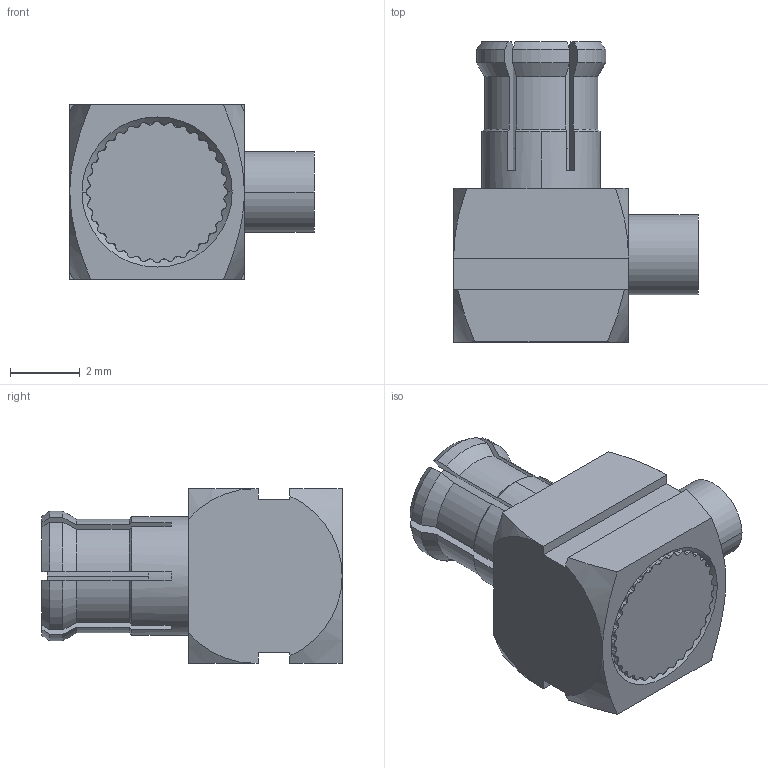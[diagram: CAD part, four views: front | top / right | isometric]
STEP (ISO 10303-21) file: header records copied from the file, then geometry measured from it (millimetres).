
FILE_DESCRIPTION((''),'2;1');
FILE_NAME('MCX1182A1-3GT30G-047-_SW0001','2018-06-22T',('Lokesh'),(''),'CREO PARAMETRIC BY PTC INC, 2017020','CREO PARAMETRIC BY PTC INC, 2017020','');
FILE_SCHEMA(('CONFIG_CONTROL_DESIGN'));
Length unit declared in the file: inch
Products named in the file (1): MCX1182A1-3GT30G-047-_SW0001
Bounding box: 7 x 8.6 x 5 mm (x, y, z)
Volume: 135.3 mm3; surface area: 280.9 mm2
Topology: 1 solids, 1 shells, 251 faces, 704 edges, 462 vertices
Faces by surface type: cylinder 132, plane 77, cone 42
Entity records: 8838 total; most frequent: CARTESIAN_POINT 2375, ORIENTED_EDGE 1408, DIRECTION 1338, EDGE_CURVE 704, AXIS2_PLACEMENT_3D 557, VERTEX_POINT 462, CIRCLE 306, EDGE_LOOP 258
